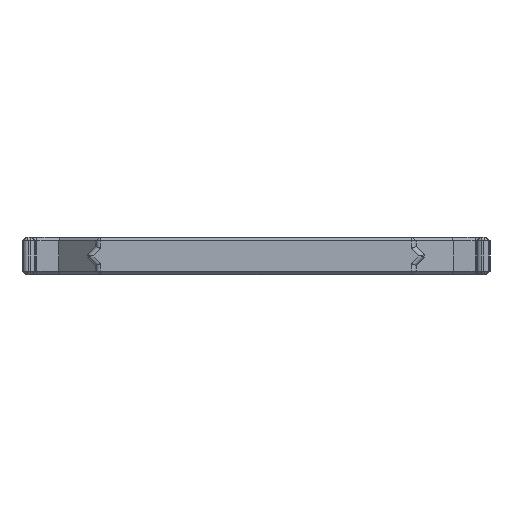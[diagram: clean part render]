
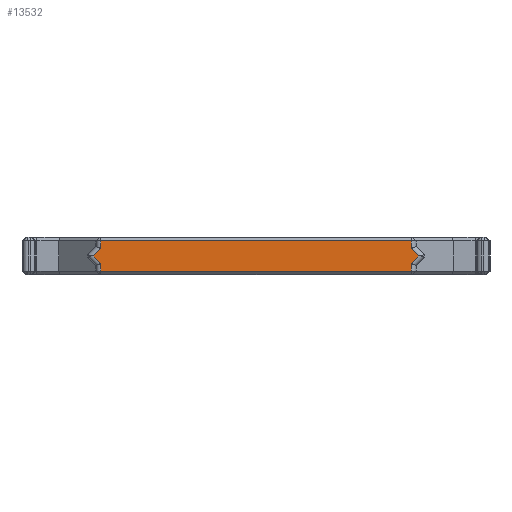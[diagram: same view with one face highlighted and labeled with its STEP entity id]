
A CAD part, left-side view. The second image highlights one B-rep face of the part: STEP entity #13532.
In plain terms, the highlighted planar face has unit normal (-1, 0, 0).
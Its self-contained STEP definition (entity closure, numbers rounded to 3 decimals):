
#1236=FACE_OUTER_BOUND('',#2070,.T.);
#2070=EDGE_LOOP('',(#10963,#10964,#10965,#10966,#10967,#10968,#10969,#10970,
#10971,#10972));
#3781=LINE('',#22032,#4920);
#3833=LINE('',#22170,#4972);
#3834=LINE('',#22174,#4973);
#3835=LINE('',#22176,#4974);
#3836=LINE('',#22178,#4975);
#3837=LINE('',#22180,#4976);
#3838=LINE('',#22182,#4977);
#3839=LINE('',#22184,#4978);
#3840=LINE('',#22186,#4979);
#3841=LINE('',#22187,#4980);
#4920=VECTOR('',#15924,10.);
#4972=VECTOR('',#16080,10.);
#4973=VECTOR('',#16085,10.);
#4974=VECTOR('',#16086,10.);
#4975=VECTOR('',#16087,10.);
#4976=VECTOR('',#16088,10.);
#4977=VECTOR('',#16089,10.);
#4978=VECTOR('',#16090,10.);
#4979=VECTOR('',#16091,10.);
#4980=VECTOR('',#16092,10.);
#6178=VERTEX_POINT('',#22027);
#6179=VERTEX_POINT('',#22031);
#6213=VERTEX_POINT('',#22169);
#6214=VERTEX_POINT('',#22173);
#6215=VERTEX_POINT('',#22175);
#6216=VERTEX_POINT('',#22177);
#6217=VERTEX_POINT('',#22179);
#6218=VERTEX_POINT('',#22181);
#6219=VERTEX_POINT('',#22183);
#6220=VERTEX_POINT('',#22185);
#7798=EDGE_CURVE('',#6178,#6179,#3781,.T.);
#7867=EDGE_CURVE('',#6179,#6213,#3833,.T.);
#7869=EDGE_CURVE('',#6214,#6178,#3834,.T.);
#7870=EDGE_CURVE('',#6215,#6214,#3835,.T.);
#7871=EDGE_CURVE('',#6216,#6215,#3836,.T.);
#7872=EDGE_CURVE('',#6217,#6216,#3837,.T.);
#7873=EDGE_CURVE('',#6218,#6217,#3838,.T.);
#7874=EDGE_CURVE('',#6219,#6218,#3839,.T.);
#7875=EDGE_CURVE('',#6220,#6219,#3840,.T.);
#7876=EDGE_CURVE('',#6213,#6220,#3841,.T.);
#10963=ORIENTED_EDGE('',*,*,#7798,.F.);
#10964=ORIENTED_EDGE('',*,*,#7869,.F.);
#10965=ORIENTED_EDGE('',*,*,#7870,.F.);
#10966=ORIENTED_EDGE('',*,*,#7871,.F.);
#10967=ORIENTED_EDGE('',*,*,#7872,.F.);
#10968=ORIENTED_EDGE('',*,*,#7873,.F.);
#10969=ORIENTED_EDGE('',*,*,#7874,.F.);
#10970=ORIENTED_EDGE('',*,*,#7875,.F.);
#10971=ORIENTED_EDGE('',*,*,#7876,.F.);
#10972=ORIENTED_EDGE('',*,*,#7867,.F.);
#13032=PLANE('',#14283);
#13532=ADVANCED_FACE('',(#1236),#13032,.T.);
#14283=AXIS2_PLACEMENT_3D('',#22172,#16083,#16084);
#15924=DIRECTION('',(0.,-1.,0.));
#16080=DIRECTION('',(0.,0.,-1.));
#16083=DIRECTION('center_axis',(-1.,0.,0.));
#16084=DIRECTION('ref_axis',(0.,1.,0.));
#16085=DIRECTION('',(0.,0.,1.));
#16086=DIRECTION('',(0.,-0.707,0.707));
#16087=DIRECTION('',(0.,0.707,0.707));
#16088=DIRECTION('',(0.,0.,1.));
#16089=DIRECTION('',(0.,1.,0.));
#16090=DIRECTION('',(0.,0.,-1.));
#16091=DIRECTION('',(0.,0.707,-0.707));
#16092=DIRECTION('',(0.,-0.707,-0.707));
#22027=CARTESIAN_POINT('',(-24.7,16.4,1.6));
#22031=CARTESIAN_POINT('',(-24.7,-16.4,1.6));
#22032=CARTESIAN_POINT('',(-24.7,-12.35,1.6));
#22169=CARTESIAN_POINT('',(-24.7,-16.4,0.793));
#22170=CARTESIAN_POINT('',(-24.7,-16.4,0.));
#22172=CARTESIAN_POINT('Origin',(-24.7,-24.7,0.));
#22173=CARTESIAN_POINT('',(-24.7,16.4,0.793));
#22174=CARTESIAN_POINT('',(-24.7,16.4,0.));
#22175=CARTESIAN_POINT('',(-24.7,17.193,0.));
#22176=CARTESIAN_POINT('',(-24.7,6.396,10.796));
#22177=CARTESIAN_POINT('',(-24.7,16.4,-0.793));
#22178=CARTESIAN_POINT('',(-24.7,6.896,-10.296));
#22179=CARTESIAN_POINT('',(-24.7,16.4,-1.6));
#22180=CARTESIAN_POINT('',(-24.7,16.4,0.));
#22181=CARTESIAN_POINT('',(-24.7,-16.4,-1.6));
#22182=CARTESIAN_POINT('',(-24.7,-12.35,-1.6));
#22183=CARTESIAN_POINT('',(-24.7,-16.4,-0.793));
#22184=CARTESIAN_POINT('',(-24.7,-16.4,0.));
#22185=CARTESIAN_POINT('',(-24.7,-17.193,0.));
#22186=CARTESIAN_POINT('',(-24.7,-19.246,2.054));
#22187=CARTESIAN_POINT('',(-24.7,-18.746,-1.554));
